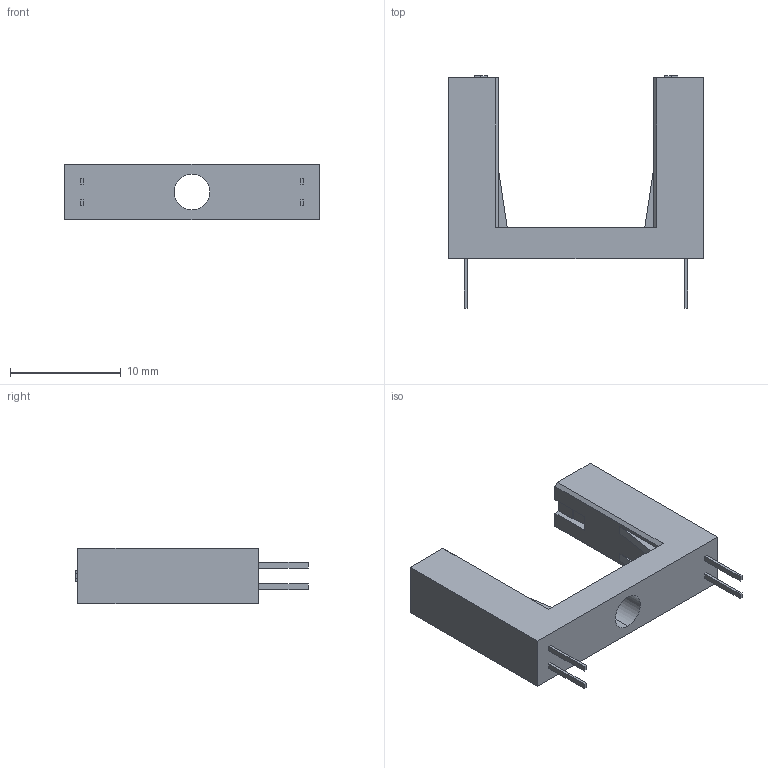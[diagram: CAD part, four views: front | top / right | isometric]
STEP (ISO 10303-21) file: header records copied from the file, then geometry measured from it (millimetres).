
FILE_DESCRIPTION (( 'STEP AP214' ), '1' );
FILE_NAME ('EE_SX1140.step', '2025-01-14T03:41:35', ( 'OSMC1.0 ' ), ( ' ' ), 'SwSTEP 2.0', 'SolidWorks 2002025', '' );
FILE_SCHEMA (( 'AUTOMOTIVE_DESIGN' ));
Length unit declared in the file: millimetre
Products named in the file (1): EE_SX1140
Bounding box: 23 x 21 x 5 mm (x, y, z)
Volume: 907.4 mm3; surface area: 954.2 mm2
Topology: 1 solids, 1 shells, 76 faces, 204 edges, 136 vertices
Faces by surface type: plane 74, cylinder 2
Entity records: 2579 total; most frequent: CARTESIAN_POINT 417, ORIENTED_EDGE 408, DIRECTION 362, EDGE_CURVE 204, LINE 200, VECTOR 200, VERTEX_POINT 136, EDGE_LOOP 84
